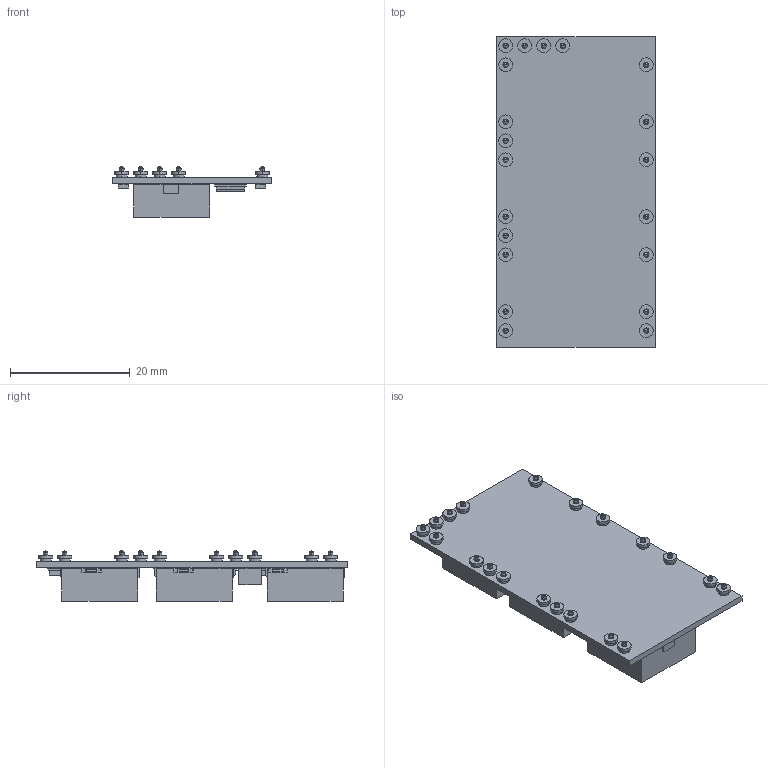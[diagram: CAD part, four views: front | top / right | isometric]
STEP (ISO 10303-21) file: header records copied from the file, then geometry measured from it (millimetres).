
FILE_DESCRIPTION((''),'2;1');
FILE_NAME('PTH08T240_SMT_mm.stp','2017-12-14T09:20:41',(''),(''),'Mechanical Desktop 2009','Mechanical Desktop 2009',', , ');
FILE_SCHEMA(('CONFIG_CONTROL_DESIGN'));
Length unit declared in the file: millimetre
Products named in the file (37): PTH08T240_SMT_MM; ~PART3; ~~~~~PART1; ~~~PCB; ~SOLDER; SOLDERBALL; ~~~~~~XFMR; ~~XFMRLEG; ~~XFMRLEG2; ~~~~~BASE; ~~METAL; XFMR; SCHOTTKY SOD123; CAP0805; PNPBC859W; NFETNCHANNEL2; LM4040; DZS; SYNCMLFP; CAP0603; CAP1210; NFET23018; PIN040; PIN06; PIN04; PTH08T250_SMT_mm; NFET7892DP; CAP1206; IND 1008PS; DRIVERTPS2830; DRIVERTPS2834; PWM 6528; SINGLE POST EDGE; DRS SC70; TPS; PIN SMT; NFET RJK0301
Assembly tree (137 placements, depth 3):
  PTH08T240_SMT_MM
    ~PART3
    ~~~~~PART1  x7
    ~~~PCB
    ~SOLDER  x40
    SOLDERBALL  x20
    ~~~~~~XFMR  x3
    ~~XFMRLEG  x3
    ~~XFMRLEG2  x6
    ~~~~~BASE  x6
    ~~METAL  x6
    XFMR  x2
    SCHOTTKY SOD123
    CAP0805  x2
    PNPBC859W
    NFETNCHANNEL2
    LM4040
    DZS
    SYNCMLFP
    CAP0603
    CAP1210
    NFET23018
    PIN040
    PIN06
    PIN04
    PTH08T250_SMT_mm  x2
      PIN04
      PIN06
      PIN040
      NFET23018
      NFET7892DP
      CAP1210
      CAP0603
      CAP1206
      SCHOTTKY SOD123
      IND 1008PS
      DRIVERTPS2830
      DRIVERTPS2834
      PWM 6528
      SINGLE POST EDGE
      DRS SC70
      CAP0805
      TPS
      PIN SMT
      NFET RJK0301
Bounding box: 26.54 x 51.94 x 8.45 mm (x, y, z)
Volume: 4345.8 mm3; surface area: 6736.8 mm2
Topology: 157 solids, 157 shells, 1622 faces, 3806 edges, 2356 vertices
Faces by surface type: plane 780, cylinder 528, sphere 152, bspline 82, torus 80
Entity records: 26109 total; most frequent: CARTESIAN_POINT 7653, DIRECTION 4268, ORIENTED_EDGE 3354, AXIS2_PLACEMENT_3D 1859, EDGE_CURVE 1677, VERTEX_POINT 1132, CIRCLE 1099, EDGE_LOOP 819
